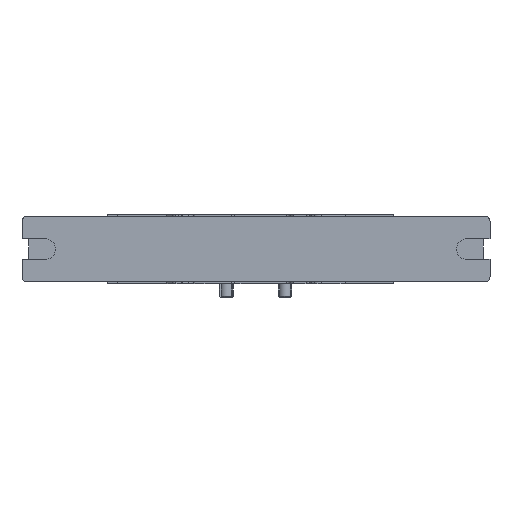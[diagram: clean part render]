
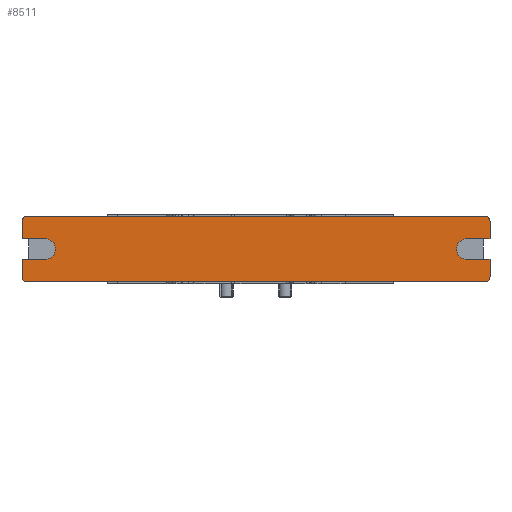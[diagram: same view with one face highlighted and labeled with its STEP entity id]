
A CAD part, front view. The second image highlights one B-rep face of the part: STEP entity #8511.
In plain terms, the highlighted planar face has unit normal (0, -1, 0).
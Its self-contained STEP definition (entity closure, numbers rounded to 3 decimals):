
#699 = ORIENTED_EDGE ( 'NONE', *, *, #31388, .T. ) ;
#993 = VERTEX_POINT ( 'NONE', #25766 ) ;
#1227 = AXIS2_PLACEMENT_3D ( 'NONE', #18667, #18559, #18461 ) ;
#1425 = CARTESIAN_POINT ( 'NONE',  ( -70.822, -10.716, -5.206 ) ) ;
#1482 = VERTEX_POINT ( 'NONE', #19148 ) ;
#1586 = LINE ( 'NONE', #5139, #20915 ) ;
#1851 = ORIENTED_EDGE ( 'NONE', *, *, #8801, .T. ) ;
#1874 = AXIS2_PLACEMENT_3D ( 'NONE', #27322, #12346, #29861 ) ;
#1942 = EDGE_CURVE ( 'NONE', #31377, #31565, #25809, .T. ) ;
#2649 = CIRCLE ( 'NONE', #2915, 1.5 ) ;
#2915 = AXIS2_PLACEMENT_3D ( 'NONE', #26585, #11582, #29112 ) ;
#3195 = EDGE_CURVE ( 'NONE', #23030, #1482, #5110, .T. ) ;
#3327 = CARTESIAN_POINT ( 'NONE',  ( 61.578, -10.716, 13.794 ) ) ;
#3373 = VERTEX_POINT ( 'NONE', #31249 ) ;
#3516 = AXIS2_PLACEMENT_3D ( 'NONE', #18719, #3639, #21222 ) ;
#3569 = DIRECTION ( 'NONE',  ( -1., 0., 0. ) ) ;
#3639 = DIRECTION ( 'NONE',  ( 0., -1., 0. ) ) ;
#3663 = CARTESIAN_POINT ( 'NONE',  ( 61.578, -10.716, 13.794 ) ) ;
#3697 = VERTEX_POINT ( 'NONE', #20585 ) ;
#4327 = ORIENTED_EDGE ( 'NONE', *, *, #7041, .T. ) ;
#4622 = DIRECTION ( 'NONE',  ( -1., 0., 0. ) ) ;
#4891 = AXIS2_PLACEMENT_3D ( 'NONE', #5651, #23214, #8194 ) ;
#4946 = ORIENTED_EDGE ( 'NONE', *, *, #29070, .T. ) ;
#4962 = EDGE_CURVE ( 'NONE', #993, #23431, #20383, .T. ) ;
#5110 = LINE ( 'NONE', #3663, #11065 ) ;
#5139 = CARTESIAN_POINT ( 'NONE',  ( 63.078, -10.716, -3.706 ) ) ;
#5587 = EDGE_CURVE ( 'NONE', #15240, #3697, #26922, .T. ) ;
#5651 = CARTESIAN_POINT ( 'NONE',  ( 61.578, -10.716, 12.294 ) ) ;
#5948 = EDGE_CURVE ( 'NONE', #14009, #3373, #28073, .T. ) ;
#5971 = VERTEX_POINT ( 'NONE', #20140 ) ;
#6046 = VECTOR ( 'NONE', #6374, 1000. ) ;
#6277 = CARTESIAN_POINT ( 'NONE',  ( 56.378, -10.716, 1.294 ) ) ;
#6374 = DIRECTION ( 'NONE',  ( -1., 0., 0. ) ) ;
#6586 = DIRECTION ( 'NONE',  ( 0., 0., 1. ) ) ;
#6616 = EDGE_CURVE ( 'NONE', #29713, #24730, #31543, .T. ) ;
#6738 = CIRCLE ( 'NONE', #7832, 1.5 ) ;
#6838 = LINE ( 'NONE', #12466, #6046 ) ;
#6911 = CARTESIAN_POINT ( 'NONE',  ( 61.578, -10.716, -3.706 ) ) ;
#7041 = EDGE_CURVE ( 'NONE', #5971, #17230, #1586, .T. ) ;
#7112 = ORIENTED_EDGE ( 'NONE', *, *, #6616, .T. ) ;
#7230 = VECTOR ( 'NONE', #29045, 1000. ) ;
#7693 = ORIENTED_EDGE ( 'NONE', *, *, #7997, .T. ) ;
#7795 = CARTESIAN_POINT ( 'NONE',  ( -72.322, -10.716, -3.706 ) ) ;
#7832 = AXIS2_PLACEMENT_3D ( 'NONE', #6911, #24390, #9420 ) ;
#7997 = EDGE_CURVE ( 'NONE', #31565, #22429, #10678, .T. ) ;
#8006 = LINE ( 'NONE', #1425, #7230 ) ;
#8088 = EDGE_CURVE ( 'NONE', #22561, #5971, #6738, .T. ) ;
#8126 = CARTESIAN_POINT ( 'NONE',  ( 56.378, -10.716, 4.294 ) ) ;
#8168 = DIRECTION ( 'NONE',  ( 1., 0., 0. ) ) ;
#8194 = DIRECTION ( 'NONE',  ( 1., 0., 0. ) ) ;
#8370 = EDGE_CURVE ( 'NONE', #22429, #23030, #9427, .T. ) ;
#8387 = CARTESIAN_POINT ( 'NONE',  ( 56.378, -10.716, 7.294 ) ) ;
#8511 = ADVANCED_FACE ( 'NONE', ( #24667 ), #8615, .T. ) ;
#8564 = CARTESIAN_POINT ( 'NONE',  ( -70.822, -10.716, -5.206 ) ) ;
#8572 = EDGE_CURVE ( 'NONE', #24730, #22493, #2649, .T. ) ;
#8615 = PLANE ( 'NONE',  #3516 ) ;
#8801 = EDGE_CURVE ( 'NONE', #1482, #14009, #31309, .T. ) ;
#9161 = ORIENTED_EDGE ( 'NONE', *, *, #1942, .T. ) ;
#9420 = DIRECTION ( 'NONE',  ( 1., 0., 0. ) ) ;
#9427 = CIRCLE ( 'NONE', #4891, 1.5 ) ;
#9589 = LINE ( 'NONE', #14551, #16313 ) ;
#10057 = CARTESIAN_POINT ( 'NONE',  ( -65.622, -10.716, 1.294 ) ) ;
#10292 = ORIENTED_EDGE ( 'NONE', *, *, #8370, .T. ) ;
#10678 = LINE ( 'NONE', #21584, #23972 ) ;
#10684 = DIRECTION ( 'NONE',  ( 1., 0., 0. ) ) ;
#11065 = VECTOR ( 'NONE', #3569, 1000. ) ;
#11132 = EDGE_CURVE ( 'NONE', #22493, #22561, #8006, .T. ) ;
#11161 = CARTESIAN_POINT ( 'NONE',  ( 63.078, -10.716, 1.294 ) ) ;
#11582 = DIRECTION ( 'NONE',  ( 0., -1., 0. ) ) ;
#11761 = ORIENTED_EDGE ( 'NONE', *, *, #8088, .T. ) ;
#12346 = DIRECTION ( 'NONE',  ( 0., -1., 0. ) ) ;
#12466 = CARTESIAN_POINT ( 'NONE',  ( 63.078, -10.716, 1.294 ) ) ;
#13663 = LINE ( 'NONE', #15539, #19511 ) ;
#14009 = VERTEX_POINT ( 'NONE', #21971 ) ;
#14246 = CARTESIAN_POINT ( 'NONE',  ( -72.322, -10.716, 1.294 ) ) ;
#14266 = DIRECTION ( 'NONE',  ( 1., 0., 0. ) ) ;
#14551 = CARTESIAN_POINT ( 'NONE',  ( -65.622, -10.716, 1.294 ) ) ;
#15067 = EDGE_CURVE ( 'NONE', #3697, #31377, #29389, .T. ) ;
#15240 = VERTEX_POINT ( 'NONE', #6277 ) ;
#15539 = CARTESIAN_POINT ( 'NONE',  ( -72.322, -10.716, 7.294 ) ) ;
#16313 = VECTOR ( 'NONE', #4622, 1000. ) ;
#16348 = DIRECTION ( 'NONE',  ( 0., 0., 1. ) ) ;
#16663 = DIRECTION ( 'NONE',  ( 1., 0., 0. ) ) ;
#16775 = DIRECTION ( 'NONE',  ( 0., 1., 0. ) ) ;
#16884 = CARTESIAN_POINT ( 'NONE',  ( 56.378, -10.716, 4.294 ) ) ;
#17175 = AXIS2_PLACEMENT_3D ( 'NONE', #8126, #25637, #10684 ) ;
#17230 = VERTEX_POINT ( 'NONE', #11161 ) ;
#18461 = DIRECTION ( 'NONE',  ( 1., 0., 0. ) ) ;
#18559 = DIRECTION ( 'NONE',  ( 0., 1., 0. ) ) ;
#18667 = CARTESIAN_POINT ( 'NONE',  ( -65.622, -10.716, 4.294 ) ) ;
#18668 = CARTESIAN_POINT ( 'NONE',  ( 61.578, -10.716, -5.206 ) ) ;
#18719 = CARTESIAN_POINT ( 'NONE',  ( -70.822, -10.716, -3.706 ) ) ;
#19148 = CARTESIAN_POINT ( 'NONE',  ( -70.822, -10.716, 13.794 ) ) ;
#19179 = VECTOR ( 'NONE', #14266, 1000. ) ;
#19511 = VECTOR ( 'NONE', #8168, 1000. ) ;
#19657 = ORIENTED_EDGE ( 'NONE', *, *, #27372, .T. ) ;
#19993 = CARTESIAN_POINT ( 'NONE',  ( -72.322, -10.716, 1.294 ) ) ;
#20140 = CARTESIAN_POINT ( 'NONE',  ( 63.078, -10.716, -3.706 ) ) ;
#20383 = CIRCLE ( 'NONE', #1227, 3. ) ;
#20585 = CARTESIAN_POINT ( 'NONE',  ( 53.378, -10.716, 4.294 ) ) ;
#20915 = VECTOR ( 'NONE', #16348, 1000. ) ;
#21050 = DIRECTION ( 'NONE',  ( 0., 0., -1. ) ) ;
#21222 = DIRECTION ( 'NONE',  ( 1., 0., 0. ) ) ;
#21401 = VECTOR ( 'NONE', #21557, 1000. ) ;
#21557 = DIRECTION ( 'NONE',  ( 0., 0., -1. ) ) ;
#21584 = CARTESIAN_POINT ( 'NONE',  ( 63.078, -10.716, 7.294 ) ) ;
#21661 = CARTESIAN_POINT ( 'NONE',  ( -72.322, -10.716, 12.294 ) ) ;
#21971 = CARTESIAN_POINT ( 'NONE',  ( -72.322, -10.716, 12.294 ) ) ;
#22429 = VERTEX_POINT ( 'NONE', #25533 ) ;
#22493 = VERTEX_POINT ( 'NONE', #8564 ) ;
#22561 = VERTEX_POINT ( 'NONE', #18668 ) ;
#23030 = VERTEX_POINT ( 'NONE', #3327 ) ;
#23214 = DIRECTION ( 'NONE',  ( 0., -1., 0. ) ) ;
#23431 = VERTEX_POINT ( 'NONE', #10057 ) ;
#23681 = ORIENTED_EDGE ( 'NONE', *, *, #8572, .T. ) ;
#23972 = VECTOR ( 'NONE', #6586, 1000. ) ;
#24390 = DIRECTION ( 'NONE',  ( 0., -1., 0. ) ) ;
#24551 = ORIENTED_EDGE ( 'NONE', *, *, #5948, .T. ) ;
#24667 = FACE_OUTER_BOUND ( 'NONE', #31579, .T. ) ;
#24730 = VERTEX_POINT ( 'NONE', #7795 ) ;
#25533 = CARTESIAN_POINT ( 'NONE',  ( 63.078, -10.716, 12.294 ) ) ;
#25637 = DIRECTION ( 'NONE',  ( 0., 1., 0. ) ) ;
#25697 = ORIENTED_EDGE ( 'NONE', *, *, #4962, .T. ) ;
#25766 = CARTESIAN_POINT ( 'NONE',  ( -65.622, -10.716, 7.294 ) ) ;
#25809 = LINE ( 'NONE', #8387, #19179 ) ;
#26585 = CARTESIAN_POINT ( 'NONE',  ( -70.822, -10.716, -3.706 ) ) ;
#26922 = CIRCLE ( 'NONE', #29712, 3. ) ;
#27322 = CARTESIAN_POINT ( 'NONE',  ( -70.822, -10.716, 12.294 ) ) ;
#27372 = EDGE_CURVE ( 'NONE', #3373, #993, #13663, .T. ) ;
#27775 = CARTESIAN_POINT ( 'NONE',  ( 63.078, -10.716, 7.294 ) ) ;
#28073 = LINE ( 'NONE', #21661, #21401 ) ;
#29045 = DIRECTION ( 'NONE',  ( 1., 0., 0. ) ) ;
#29070 = EDGE_CURVE ( 'NONE', #17230, #15240, #6838, .T. ) ;
#29112 = DIRECTION ( 'NONE',  ( 1., 0., 0. ) ) ;
#29389 = CIRCLE ( 'NONE', #17175, 3. ) ;
#29712 = AXIS2_PLACEMENT_3D ( 'NONE', #16884, #16775, #16663 ) ;
#29713 = VERTEX_POINT ( 'NONE', #14246 ) ;
#29861 = DIRECTION ( 'NONE',  ( 1., 0., 0. ) ) ;
#30759 = VECTOR ( 'NONE', #21050, 1000. ) ;
#31249 = CARTESIAN_POINT ( 'NONE',  ( -72.322, -10.716, 7.294 ) ) ;
#31309 = CIRCLE ( 'NONE', #1874, 1.5 ) ;
#31377 = VERTEX_POINT ( 'NONE', #32153 ) ;
#31388 = EDGE_CURVE ( 'NONE', #23431, #29713, #9589, .T. ) ;
#31543 = LINE ( 'NONE', #19993, #30759 ) ;
#31565 = VERTEX_POINT ( 'NONE', #27775 ) ;
#31579 = EDGE_LOOP ( 'NONE', ( #23681, #32203, #11761, #4327, #4946, #32047, #32632, #9161, #7693, #10292, #31610, #1851, #24551, #19657, #25697, #699, #7112 ) ) ;
#31610 = ORIENTED_EDGE ( 'NONE', *, *, #3195, .T. ) ;
#32047 = ORIENTED_EDGE ( 'NONE', *, *, #5587, .T. ) ;
#32153 = CARTESIAN_POINT ( 'NONE',  ( 56.378, -10.716, 7.294 ) ) ;
#32203 = ORIENTED_EDGE ( 'NONE', *, *, #11132, .T. ) ;
#32632 = ORIENTED_EDGE ( 'NONE', *, *, #15067, .T. ) ;
